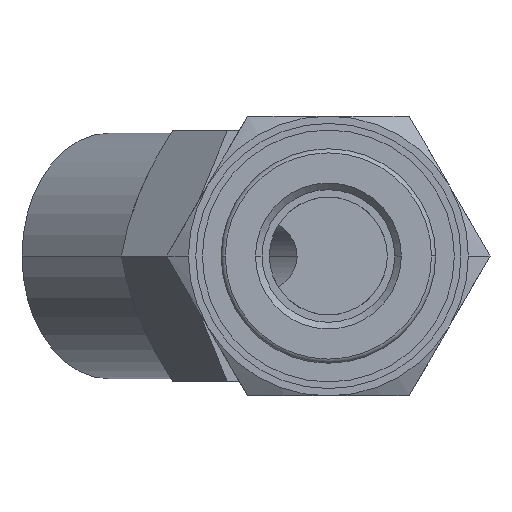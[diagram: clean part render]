
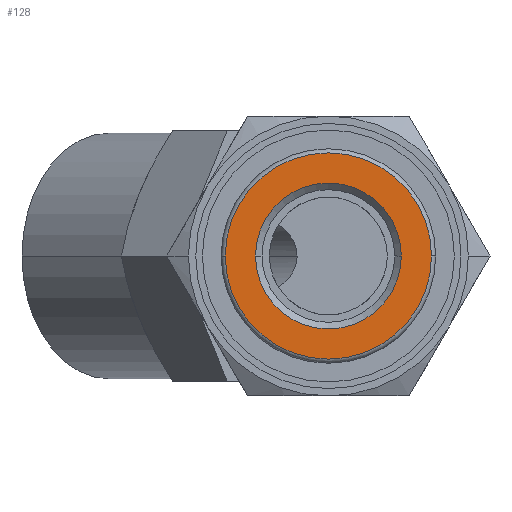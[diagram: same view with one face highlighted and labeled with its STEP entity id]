
A CAD part, front view. The second image highlights one B-rep face of the part: STEP entity #128.
In plain terms, the highlighted planar face has unit normal (0, -1, 0).
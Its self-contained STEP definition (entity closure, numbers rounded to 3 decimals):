
#128=ADVANCED_FACE('',(#323,#324),#325,.T.);
#323=FACE_BOUND('',#592,.T.);
#324=FACE_OUTER_BOUND('',#593,.T.);
#325=PLANE('',#594);
#592=EDGE_LOOP('',(#911,#912));
#593=EDGE_LOOP('',(#913,#914));
#594=AXIS2_PLACEMENT_3D('',#915,#916,#917);
#911=ORIENTED_EDGE('',*,*,#1591,.T.);
#912=ORIENTED_EDGE('',*,*,#1553,.T.);
#913=ORIENTED_EDGE('',*,*,#1592,.T.);
#914=ORIENTED_EDGE('',*,*,#1593,.T.);
#915=CARTESIAN_POINT('',(0.0,0.0,0.0));
#916=DIRECTION('',(0.0,-1.0,0.0));
#917=DIRECTION('',(1.0,0.0,0.));
#1553=EDGE_CURVE('',#1833,#1837,#1839,.T.);
#1591=EDGE_CURVE('',#1837,#1833,#1904,.T.);
#1592=EDGE_CURVE('',#1905,#1906,#1907,.T.);
#1593=EDGE_CURVE('',#1906,#1905,#1908,.T.);
#1833=VERTEX_POINT('',#2253);
#1837=VERTEX_POINT('',#2258);
#1839=CIRCLE('',#2261,4.95);
#1904=CIRCLE('',#2451,4.95);
#1905=VERTEX_POINT('',#2452);
#1906=VERTEX_POINT('',#2453);
#1907=CIRCLE('',#2454,7.0);
#1908=CIRCLE('',#2455,7.0);
#2253=CARTESIAN_POINT('',(-4.95,0.0,0.));
#2258=CARTESIAN_POINT('',(4.95,0.0,0.0));
#2261=AXIS2_PLACEMENT_3D('',#3126,#3127,#3128);
#2451=AXIS2_PLACEMENT_3D('',#3155,#3156,#3157);
#2452=CARTESIAN_POINT('',(-7.0,0.0,0.));
#2453=CARTESIAN_POINT('',(7.0,0.0,0.));
#2454=AXIS2_PLACEMENT_3D('',#3158,#3159,#3160);
#2455=AXIS2_PLACEMENT_3D('',#3161,#3162,#3163);
#3126=CARTESIAN_POINT('',(0.0,0.0,0.0));
#3127=DIRECTION('',(0.0,1.0,0.0));
#3128=DIRECTION('',(-1.0,0.0,0.));
#3155=CARTESIAN_POINT('',(0.0,0.0,0.0));
#3156=DIRECTION('',(0.0,1.0,0.0));
#3157=DIRECTION('',(-1.0,0.0,0.));
#3158=CARTESIAN_POINT('',(0.0,0.0,0.0));
#3159=DIRECTION('',(0.0,-1.0,-0.0));
#3160=DIRECTION('',(-1.0,0.0,0.));
#3161=CARTESIAN_POINT('',(0.0,0.0,0.0));
#3162=DIRECTION('',(0.0,-1.0,-0.0));
#3163=DIRECTION('',(-1.0,0.0,0.));
